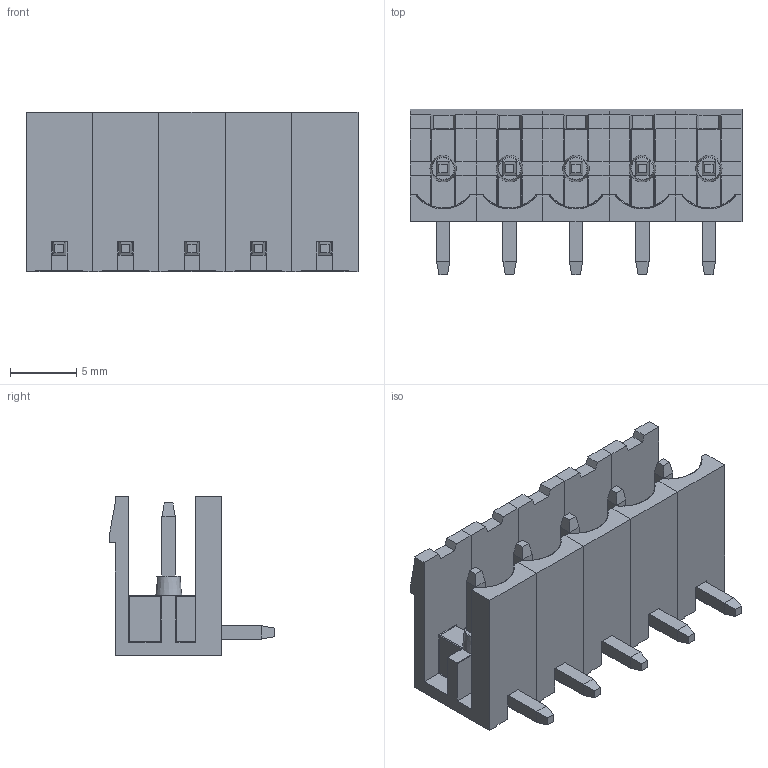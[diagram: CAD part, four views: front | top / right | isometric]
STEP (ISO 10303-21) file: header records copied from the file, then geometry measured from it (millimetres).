
FILE_DESCRIPTION(('STEP AP203'), '1');
FILE_NAME('栖闉罻', '2023-02-06T13:31:33', ('ava'), (''), 'ASCON STEP Converter 1.3', 'ASCON Math Kernel', '');
FILE_SCHEMA(('CONFIG_CONTROL_DESIGN'));
Length unit declared in the file: millimetre
Products named in the file (3): 3; 4; 5
Assembly tree (3 placements, depth 2):
  3
    4  x2
    5
Bounding box: 25 x 12.47 x 12 mm (x, y, z)
Volume: 1151.8 mm3; surface area: 2706.6 mm2
Topology: 15 solids, 15 shells, 525 faces, 1275 edges, 775 vertices
Faces by surface type: plane 305, cylinder 130, torus 65, sphere 10, bspline 10, cone 5
Entity records: 10964 total; most frequent: CARTESIAN_POINT 2631, ORIENTED_EDGE 1506, DIRECTION 1478, EDGE_CURVE 753, LINE 528, VECTOR 528, AXIS2_PLACEMENT_3D 475, VERTEX_POINT 465
